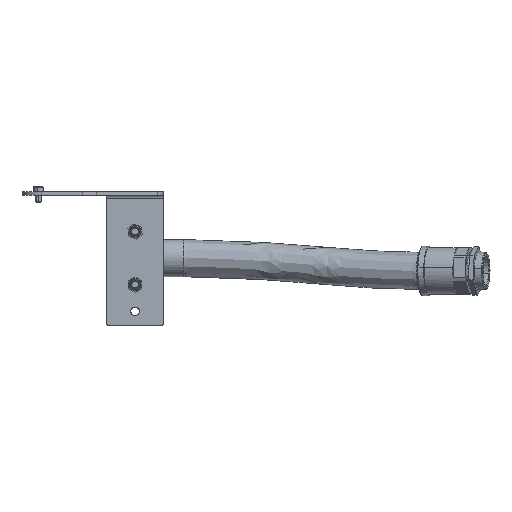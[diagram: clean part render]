
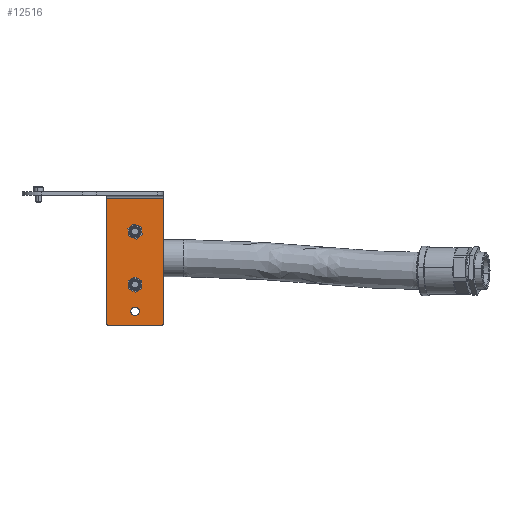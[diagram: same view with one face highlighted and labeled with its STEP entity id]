
A CAD part, front view. The second image highlights one B-rep face of the part: STEP entity #12516.
In plain terms, the highlighted planar face has unit normal (0, -1, 0).
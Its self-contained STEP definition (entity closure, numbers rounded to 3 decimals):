
#82 = CIRCLE ( 'NONE', #705, 3.2 ) ;
#516 = ORIENTED_EDGE ( 'NONE', *, *, #3117, .T. ) ;
#611 = PLANE ( 'NONE',  #14435 ) ;
#656 = CARTESIAN_POINT ( 'NONE',  ( 397.512, 90.597, 974.624 ) ) ;
#705 = AXIS2_PLACEMENT_3D ( 'NONE', #9672, #22645, #11523 ) ;
#837 = CARTESIAN_POINT ( 'NONE',  ( 420.11, 90.597, 943.97 ) ) ;
#897 = AXIS2_PLACEMENT_3D ( 'NONE', #12304, #6398, #12297 ) ;
#1529 = EDGE_CURVE ( 'NONE', #9827, #2542, #20803, .T. ) ;
#1776 = EDGE_CURVE ( 'NONE', #2542, #23575, #16728, .T. ) ;
#2011 = EDGE_CURVE ( 'NONE', #23767, #19426, #18729, .T. ) ;
#2300 = ORIENTED_EDGE ( 'NONE', *, *, #12864, .F. ) ;
#2514 = CARTESIAN_POINT ( 'NONE',  ( 314.11, 90.597, 943.97 ) ) ;
#2542 = VERTEX_POINT ( 'NONE', #837 ) ;
#2643 = AXIS2_PLACEMENT_3D ( 'NONE', #20494, #9378, #22353 ) ;
#3117 = EDGE_CURVE ( 'NONE', #19733, #10928, #14063, .T. ) ;
#3311 = FACE_BOUND ( 'NONE', #16693, .T. ) ;
#3373 = LINE ( 'NONE', #7938, #21420 ) ;
#3415 = ORIENTED_EDGE ( 'NONE', *, *, #1529, .T. ) ;
#3704 = DIRECTION ( 'NONE',  ( 1., 0., 0. ) ) ;
#4002 = EDGE_CURVE ( 'NONE', #17972, #14283, #11116, .T. ) ;
#4247 = CARTESIAN_POINT ( 'NONE',  ( 400.712, 90.597, 954.624 ) ) ;
#5228 = CARTESIAN_POINT ( 'NONE',  ( 397.512, 90.597, 954.624 ) ) ;
#5977 = VECTOR ( 'NONE', #9755, 1000. ) ;
#6065 = DIRECTION ( 'NONE',  ( 0., 0., -1. ) ) ;
#6179 = CARTESIAN_POINT ( 'NONE',  ( 314.11, 90.597, 1042. ) ) ;
#6262 = DIRECTION ( 'NONE',  ( 0., -1., 0. ) ) ;
#6398 = DIRECTION ( 'NONE',  ( 0., -1., 0. ) ) ;
#6770 = ORIENTED_EDGE ( 'NONE', *, *, #4002, .F. ) ;
#6815 = DIRECTION ( 'NONE',  ( 1., 0., 0. ) ) ;
#7091 = CARTESIAN_POINT ( 'NONE',  ( 400.712, 90.597, 954.624 ) ) ;
#7295 = EDGE_CURVE ( 'NONE', #10928, #9827, #10156, .T. ) ;
#7382 = CARTESIAN_POINT ( 'NONE',  ( 314.11, 90.597, 1039.5 ) ) ;
#7938 = CARTESIAN_POINT ( 'NONE',  ( 422.11, 90.597, 1042. ) ) ;
#7983 = LINE ( 'NONE', #7382, #22210 ) ;
#8071 = CARTESIAN_POINT ( 'NONE',  ( 381.11, 90.597, 945.97 ) ) ;
#8359 = CIRCLE ( 'NONE', #2643, 3.2 ) ;
#8659 = DIRECTION ( 'NONE',  ( 0., -1., 0. ) ) ;
#8971 = DIRECTION ( 'NONE',  ( 1., 0., 0. ) ) ;
#9081 = CIRCLE ( 'NONE', #22190, 3.2 ) ;
#9267 = DIRECTION ( 'NONE',  ( 1., 0., 0. ) ) ;
#9378 = DIRECTION ( 'NONE',  ( 0., -1., 0. ) ) ;
#9672 = CARTESIAN_POINT ( 'NONE',  ( 400.712, 90.597, 974.624 ) ) ;
#9755 = DIRECTION ( 'NONE',  ( 1., 0., 0. ) ) ;
#9827 = VERTEX_POINT ( 'NONE', #24113 ) ;
#9851 = DIRECTION ( 'NONE',  ( 0., -1., 0. ) ) ;
#10156 = CIRCLE ( 'NONE', #20588, 2. ) ;
#10498 = VERTEX_POINT ( 'NONE', #18705 ) ;
#10572 = CARTESIAN_POINT ( 'NONE',  ( 403.912, 90.597, 954.624 ) ) ;
#10584 = ORIENTED_EDGE ( 'NONE', *, *, #15943, .F. ) ;
#10928 = VERTEX_POINT ( 'NONE', #18287 ) ;
#10981 = ORIENTED_EDGE ( 'NONE', *, *, #7295, .T. ) ;
#11116 = CIRCLE ( 'NONE', #22706, 3.2 ) ;
#11286 = ORIENTED_EDGE ( 'NONE', *, *, #16648, .F. ) ;
#11445 = EDGE_LOOP ( 'NONE', ( #10584, #16154 ) ) ;
#11447 = DIRECTION ( 'NONE',  ( 1., 0., 0. ) ) ;
#11512 = VERTEX_POINT ( 'NONE', #14588 ) ;
#11523 = DIRECTION ( 'NONE',  ( 1., 0., 0. ) ) ;
#11565 = CARTESIAN_POINT ( 'NONE',  ( 397.512, 90.597, 1014.624 ) ) ;
#11909 = EDGE_LOOP ( 'NONE', ( #3415, #14400, #11286, #2300, #516, #10981 ) ) ;
#12297 = DIRECTION ( 'NONE',  ( 1., 0., 0. ) ) ;
#12304 = CARTESIAN_POINT ( 'NONE',  ( 420.11, 90.597, 945.97 ) ) ;
#12374 = EDGE_CURVE ( 'NONE', #10498, #16752, #82, .T. ) ;
#12516 = ADVANCED_FACE ( 'NONE', ( #17570, #3311, #18146, #12625 ), #611, .T. ) ;
#12625 = FACE_OUTER_BOUND ( 'NONE', #11909, .T. ) ;
#12864 = EDGE_CURVE ( 'NONE', #19733, #11512, #7983, .T. ) ;
#13778 = EDGE_LOOP ( 'NONE', ( #15494, #22691 ) ) ;
#13832 = CARTESIAN_POINT ( 'NONE',  ( 400.712, 90.597, 1014.624 ) ) ;
#14063 = LINE ( 'NONE', #14161, #22761 ) ;
#14161 = CARTESIAN_POINT ( 'NONE',  ( 379.11, 90.597, 1042. ) ) ;
#14283 = VERTEX_POINT ( 'NONE', #10572 ) ;
#14388 = CIRCLE ( 'NONE', #21070, 3.2 ) ;
#14400 = ORIENTED_EDGE ( 'NONE', *, *, #1776, .T. ) ;
#14435 = AXIS2_PLACEMENT_3D ( 'NONE', #6179, #6262, #19248 ) ;
#14460 = DIRECTION ( 'NONE',  ( 0., 0., -1. ) ) ;
#14588 = CARTESIAN_POINT ( 'NONE',  ( 422.11, 90.597, 1039.5 ) ) ;
#15265 = ORIENTED_EDGE ( 'NONE', *, *, #17966, .F. ) ;
#15494 = ORIENTED_EDGE ( 'NONE', *, *, #2011, .F. ) ;
#15943 = EDGE_CURVE ( 'NONE', #16752, #10498, #8359, .T. ) ;
#16154 = ORIENTED_EDGE ( 'NONE', *, *, #12374, .F. ) ;
#16648 = EDGE_CURVE ( 'NONE', #11512, #23575, #3373, .T. ) ;
#16693 = EDGE_LOOP ( 'NONE', ( #6770, #15265 ) ) ;
#16728 = CIRCLE ( 'NONE', #897, 2. ) ;
#16752 = VERTEX_POINT ( 'NONE', #656 ) ;
#17520 = DIRECTION ( 'NONE',  ( 0., -1., 0. ) ) ;
#17570 = FACE_BOUND ( 'NONE', #13778, .T. ) ;
#17966 = EDGE_CURVE ( 'NONE', #14283, #17972, #14388, .T. ) ;
#17972 = VERTEX_POINT ( 'NONE', #5228 ) ;
#18146 = FACE_BOUND ( 'NONE', #11445, .T. ) ;
#18287 = CARTESIAN_POINT ( 'NONE',  ( 379.11, 90.597, 945.97 ) ) ;
#18313 = CARTESIAN_POINT ( 'NONE',  ( 422.11, 90.597, 945.97 ) ) ;
#18340 = AXIS2_PLACEMENT_3D ( 'NONE', #13832, #23461, #9267 ) ;
#18705 = CARTESIAN_POINT ( 'NONE',  ( 403.912, 90.597, 974.624 ) ) ;
#18729 = CIRCLE ( 'NONE', #18340, 3.2 ) ;
#19248 = DIRECTION ( 'NONE',  ( 1., 0., 0. ) ) ;
#19426 = VERTEX_POINT ( 'NONE', #20666 ) ;
#19607 = CARTESIAN_POINT ( 'NONE',  ( 379.11, 90.597, 1039.5 ) ) ;
#19733 = VERTEX_POINT ( 'NONE', #19607 ) ;
#19768 = CARTESIAN_POINT ( 'NONE',  ( 400.712, 90.597, 1014.624 ) ) ;
#20085 = DIRECTION ( 'NONE',  ( 0., -1., 0. ) ) ;
#20494 = CARTESIAN_POINT ( 'NONE',  ( 400.712, 90.597, 974.624 ) ) ;
#20588 = AXIS2_PLACEMENT_3D ( 'NONE', #8071, #9851, #6815 ) ;
#20666 = CARTESIAN_POINT ( 'NONE',  ( 403.912, 90.597, 1014.624 ) ) ;
#20803 = LINE ( 'NONE', #2514, #5977 ) ;
#21070 = AXIS2_PLACEMENT_3D ( 'NONE', #7091, #20085, #8971 ) ;
#21420 = VECTOR ( 'NONE', #6065, 1000. ) ;
#21651 = DIRECTION ( 'NONE',  ( 1., 0., 0. ) ) ;
#21987 = EDGE_CURVE ( 'NONE', #19426, #23767, #9081, .T. ) ;
#22190 = AXIS2_PLACEMENT_3D ( 'NONE', #19768, #8659, #21651 ) ;
#22210 = VECTOR ( 'NONE', #3704, 1000. ) ;
#22353 = DIRECTION ( 'NONE',  ( 1., 0., 0. ) ) ;
#22645 = DIRECTION ( 'NONE',  ( 0., -1., 0. ) ) ;
#22691 = ORIENTED_EDGE ( 'NONE', *, *, #21987, .F. ) ;
#22706 = AXIS2_PLACEMENT_3D ( 'NONE', #4247, #17520, #11447 ) ;
#22761 = VECTOR ( 'NONE', #14460, 1000. ) ;
#23461 = DIRECTION ( 'NONE',  ( 0., -1., 0. ) ) ;
#23575 = VERTEX_POINT ( 'NONE', #18313 ) ;
#23767 = VERTEX_POINT ( 'NONE', #11565 ) ;
#24113 = CARTESIAN_POINT ( 'NONE',  ( 381.11, 90.597, 943.97 ) ) ;
